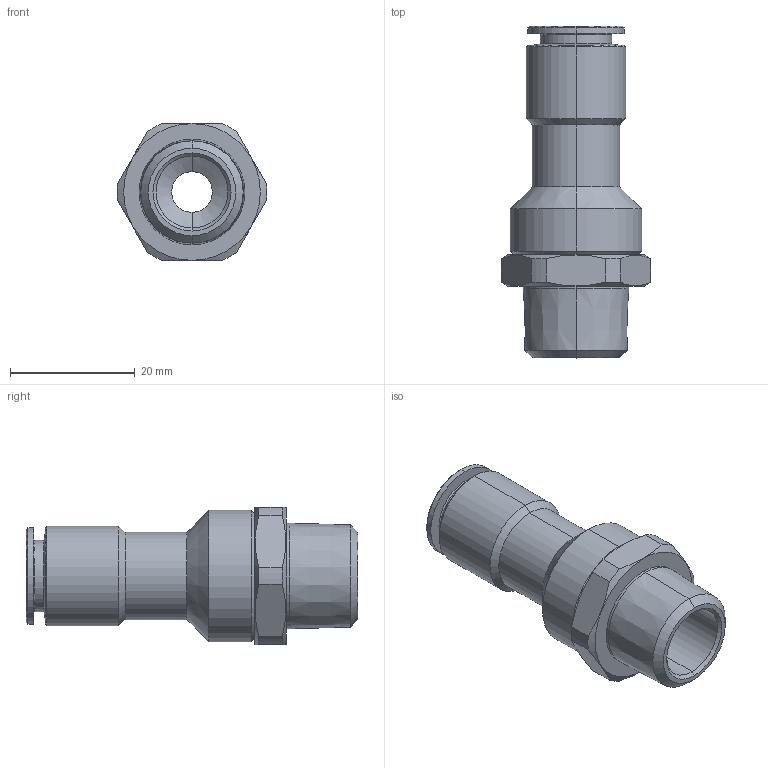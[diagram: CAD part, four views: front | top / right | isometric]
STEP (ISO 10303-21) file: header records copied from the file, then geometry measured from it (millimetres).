
FILE_DESCRIPTION(( 'AR.11.10.38.STEP' ), '1');
FILE_NAME( 'AR.11.10.38.STEP', '2018-10-02T09:58:56',( 'Sopra'),('sopra-pneumatic.com'), 'SwSTEP 2.0','SolidWorks 2009','' );
FILE_SCHEMA (( 'AUTOMOTIVE_DESIGN' ));
Length unit declared in the file: millimetre
Products named in the file (1): AR010053
Bounding box: 23.98 x 53.15 x 22 mm (x, y, z)
Volume: 8695.7 mm3; surface area: 5162.7 mm2
Topology: 1 solids, 1 shells, 72 faces, 162 edges, 98 vertices
Faces by surface type: cone 30, cylinder 26, plane 14, torus 2
Entity records: 2922 total; most frequent: CARTESIAN_POINT 469, DIRECTION 376, ORIENTED_EDGE 324, EDGE_CURVE 162, AXIS2_PLACEMENT_3D 157, VERTEX_POINT 98, CIRCLE 84, EDGE_LOOP 80
